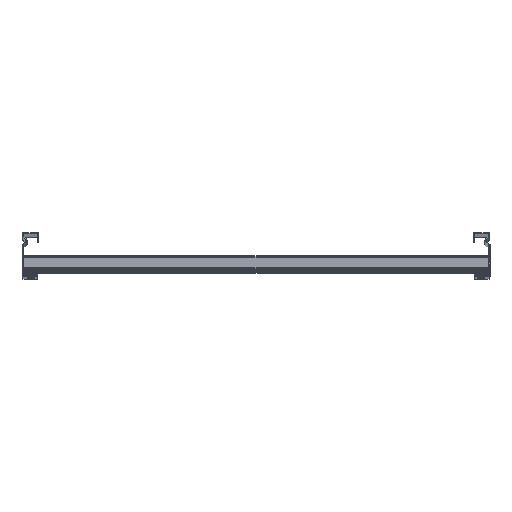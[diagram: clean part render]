
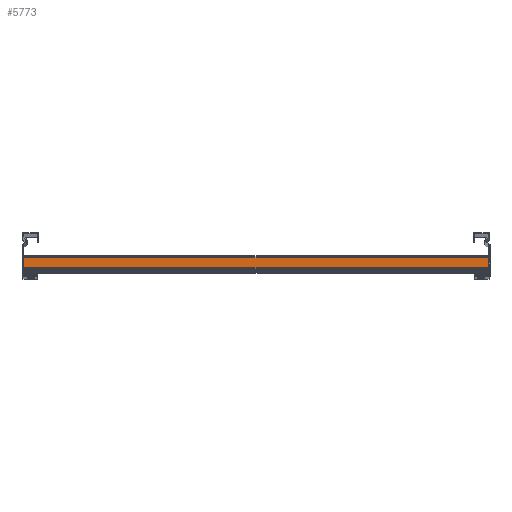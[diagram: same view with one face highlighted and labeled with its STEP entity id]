
A CAD part, top view. The second image highlights one B-rep face of the part: STEP entity #5773.
In plain terms, the highlighted face is planar.
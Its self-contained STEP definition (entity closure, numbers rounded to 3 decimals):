
#344 = LINE ( 'NONE', #9961, #4898 ) ;
#349 = CARTESIAN_POINT ( 'NONE',  ( 18., 2.5, -299. ) ) ;
#816 = VERTEX_POINT ( 'NONE', #3407 ) ;
#907 = CARTESIAN_POINT ( 'NONE',  ( 18., 18., 299. ) ) ;
#1105 = DIRECTION ( 'NONE',  ( 0., 0., -1. ) ) ;
#1358 = VECTOR ( 'NONE', #1105, 1000. ) ;
#1685 = ORIENTED_EDGE ( 'NONE', *, *, #4803, .F. ) ;
#2226 = EDGE_LOOP ( 'NONE', ( #1685, #3210, #7059, #2626 ) ) ;
#2372 = PLANE ( 'NONE',  #6676 ) ;
#2462 = CARTESIAN_POINT ( 'NONE',  ( 18., 15.5, 299. ) ) ;
#2529 = DIRECTION ( 'NONE',  ( 0., -1., 0. ) ) ;
#2540 = LINE ( 'NONE', #2462, #8767 ) ;
#2626 = ORIENTED_EDGE ( 'NONE', *, *, #5491, .T. ) ;
#3172 = FACE_OUTER_BOUND ( 'NONE', #2226, .T. ) ;
#3203 = DIRECTION ( 'NONE',  ( 0., 0., -1. ) ) ;
#3210 = ORIENTED_EDGE ( 'NONE', *, *, #4757, .F. ) ;
#3407 = CARTESIAN_POINT ( 'NONE',  ( 18., 15.5, 299. ) ) ;
#4422 = CARTESIAN_POINT ( 'NONE',  ( 18., 2.5, 299. ) ) ;
#4757 = EDGE_CURVE ( 'NONE', #816, #9028, #2540, .T. ) ;
#4791 = CARTESIAN_POINT ( 'NONE',  ( 18., 15.5, -299. ) ) ;
#4803 = EDGE_CURVE ( 'NONE', #9028, #8006, #344, .T. ) ;
#4898 = VECTOR ( 'NONE', #5818, 1000. ) ;
#4911 = DIRECTION ( 'NONE',  ( 0., 0., -1. ) ) ;
#5432 = VECTOR ( 'NONE', #2529, 1000. ) ;
#5491 = EDGE_CURVE ( 'NONE', #6112, #8006, #6929, .T. ) ;
#5773 = ADVANCED_FACE ( 'NONE', ( #3172 ), #2372, .T. ) ;
#5818 = DIRECTION ( 'NONE',  ( 0., -1., 0. ) ) ;
#6112 = VERTEX_POINT ( 'NONE', #7428 ) ;
#6321 = LINE ( 'NONE', #907, #5432 ) ;
#6676 = AXIS2_PLACEMENT_3D ( 'NONE', #8933, #8131, #3203 ) ;
#6929 = LINE ( 'NONE', #4422, #1358 ) ;
#7059 = ORIENTED_EDGE ( 'NONE', *, *, #10428, .T. ) ;
#7428 = CARTESIAN_POINT ( 'NONE',  ( 18., 2.5, 299. ) ) ;
#8006 = VERTEX_POINT ( 'NONE', #349 ) ;
#8131 = DIRECTION ( 'NONE',  ( 1., 0., 0. ) ) ;
#8767 = VECTOR ( 'NONE', #4911, 1000. ) ;
#8933 = CARTESIAN_POINT ( 'NONE',  ( 18., 18., 299. ) ) ;
#9028 = VERTEX_POINT ( 'NONE', #4791 ) ;
#9961 = CARTESIAN_POINT ( 'NONE',  ( 18., 18., -299. ) ) ;
#10428 = EDGE_CURVE ( 'NONE', #816, #6112, #6321, .T. ) ;
